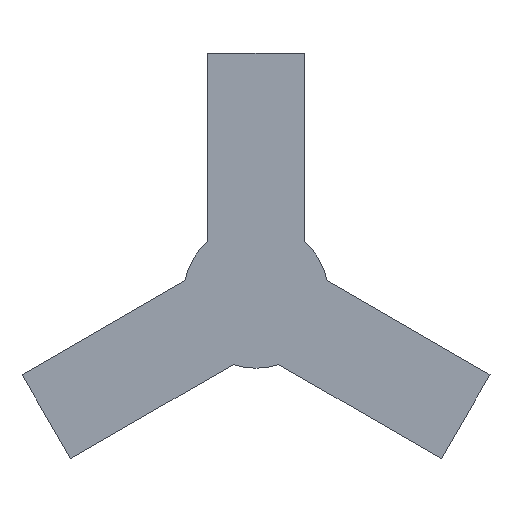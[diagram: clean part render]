
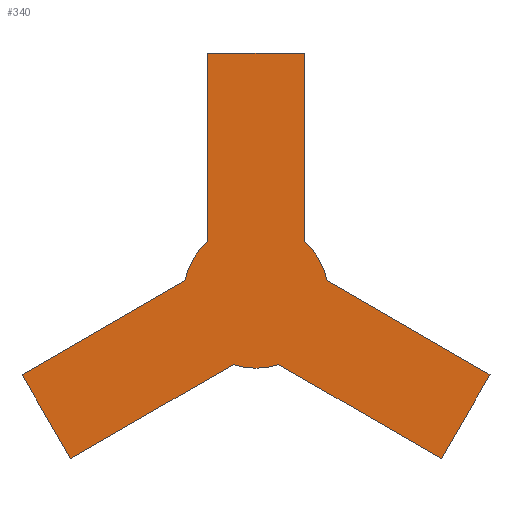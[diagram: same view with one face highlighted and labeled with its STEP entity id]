
A CAD part, front view. The second image highlights one B-rep face of the part: STEP entity #340.
In plain terms, the highlighted planar face has unit normal (0, -1, 0).
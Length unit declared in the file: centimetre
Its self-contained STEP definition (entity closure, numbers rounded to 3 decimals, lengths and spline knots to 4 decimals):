
#29=FACE_OUTER_BOUND('',#46,.T.);
#46=EDGE_LOOP('',(#254,#255,#256,#257,#258,#259,#260,#261,#262,#263,#264,
#265));
#62=LINE('',#523,#94);
#64=LINE('',#527,#96);
#66=LINE('',#531,#98);
#69=LINE('',#537,#101);
#71=LINE('',#541,#103);
#73=LINE('',#545,#105);
#76=LINE('',#551,#108);
#78=LINE('',#555,#110);
#80=LINE('',#559,#112);
#94=VECTOR('',#423,1.);
#96=VECTOR('',#427,1.);
#98=VECTOR('',#431,1.);
#101=VECTOR('',#436,1.);
#103=VECTOR('',#440,1.);
#105=VECTOR('',#444,1.);
#108=VECTOR('',#449,1.);
#110=VECTOR('',#453,1.);
#112=VECTOR('',#457,1.);
#120=CIRCLE('',#382,7.5);
#121=CIRCLE('',#383,7.5);
#122=CIRCLE('',#384,7.5);
#142=VERTEX_POINT('',#520);
#143=VERTEX_POINT('',#522);
#144=VERTEX_POINT('',#526);
#145=VERTEX_POINT('',#530);
#146=VERTEX_POINT('',#534);
#147=VERTEX_POINT('',#536);
#148=VERTEX_POINT('',#540);
#149=VERTEX_POINT('',#544);
#150=VERTEX_POINT('',#548);
#151=VERTEX_POINT('',#550);
#152=VERTEX_POINT('',#554);
#153=VERTEX_POINT('',#558);
#174=EDGE_CURVE('',#143,#142,#62,.T.);
#176=EDGE_CURVE('',#144,#143,#64,.T.);
#178=EDGE_CURVE('',#145,#144,#66,.T.);
#181=EDGE_CURVE('',#147,#146,#69,.T.);
#183=EDGE_CURVE('',#148,#147,#71,.T.);
#185=EDGE_CURVE('',#149,#148,#73,.T.);
#188=EDGE_CURVE('',#151,#150,#76,.T.);
#190=EDGE_CURVE('',#152,#151,#78,.T.);
#192=EDGE_CURVE('',#153,#152,#80,.T.);
#194=EDGE_CURVE('',#150,#149,#120,.T.);
#195=EDGE_CURVE('',#146,#145,#121,.T.);
#196=EDGE_CURVE('',#142,#153,#122,.T.);
#254=ORIENTED_EDGE('',*,*,#192,.T.);
#255=ORIENTED_EDGE('',*,*,#190,.T.);
#256=ORIENTED_EDGE('',*,*,#188,.T.);
#257=ORIENTED_EDGE('',*,*,#194,.T.);
#258=ORIENTED_EDGE('',*,*,#185,.T.);
#259=ORIENTED_EDGE('',*,*,#183,.T.);
#260=ORIENTED_EDGE('',*,*,#181,.T.);
#261=ORIENTED_EDGE('',*,*,#195,.T.);
#262=ORIENTED_EDGE('',*,*,#178,.T.);
#263=ORIENTED_EDGE('',*,*,#176,.T.);
#264=ORIENTED_EDGE('',*,*,#174,.T.);
#265=ORIENTED_EDGE('',*,*,#196,.T.);
#307=PLANE('',#381);
#340=ADVANCED_FACE('',(#29),#307,.T.);
#381=AXIS2_PLACEMENT_3D('',#561,#459,#460);
#382=AXIS2_PLACEMENT_3D('',#562,#461,#462);
#383=AXIS2_PLACEMENT_3D('',#563,#463,#464);
#384=AXIS2_PLACEMENT_3D('',#564,#465,#466);
#423=DIRECTION('',(0.,0.,-1.));
#427=DIRECTION('',(-1.,0.,0.));
#431=DIRECTION('',(0.,0.,1.));
#436=DIRECTION('',(-0.866,0.,0.5));
#440=DIRECTION('',(0.5,0.,0.866));
#444=DIRECTION('',(0.866,0.,-0.5));
#449=DIRECTION('',(0.866,0.,0.5));
#453=DIRECTION('',(0.5,0.,-0.866));
#457=DIRECTION('',(-0.866,0.,-0.5));
#459=DIRECTION('center_axis',(0.,-1.,0.));
#460=DIRECTION('ref_axis',(0.,0.,-1.));
#461=DIRECTION('center_axis',(0.,-1.,0.));
#462=DIRECTION('ref_axis',(1.,0.,0.));
#463=DIRECTION('center_axis',(0.,-1.,0.));
#464=DIRECTION('ref_axis',(1.,0.,0.));
#465=DIRECTION('center_axis',(0.,-1.,0.));
#466=DIRECTION('ref_axis',(1.,0.,0.));
#520=CARTESIAN_POINT('',(-5.,-20.,5.5902));
#522=CARTESIAN_POINT('',(-5.,-20.,25.));
#523=CARTESIAN_POINT('',(-5.,-20.,25.));
#526=CARTESIAN_POINT('',(5.,-20.,25.));
#527=CARTESIAN_POINT('',(5.,-20.,25.));
#530=CARTESIAN_POINT('',(5.,-20.,5.5902));
#531=CARTESIAN_POINT('',(5.,-20.,1.2603));
#534=CARTESIAN_POINT('',(7.3412,-20.,1.535));
#536=CARTESIAN_POINT('',(24.1506,-20.,-8.1699));
#537=CARTESIAN_POINT('',(24.1506,-20.,-8.1699));
#540=CARTESIAN_POINT('',(19.1506,-20.,-16.8301));
#541=CARTESIAN_POINT('',(19.1506,-20.,-16.8301));
#544=CARTESIAN_POINT('',(2.3412,-20.,-7.1252));
#545=CARTESIAN_POINT('',(-1.8045,-20.,-4.7317));
#548=CARTESIAN_POINT('',(-2.3412,-20.,-7.1252));
#550=CARTESIAN_POINT('',(-19.1506,-20.,-16.8301));
#551=CARTESIAN_POINT('',(-19.1506,-20.,-16.8301));
#554=CARTESIAN_POINT('',(-24.1506,-20.,-8.1699));
#555=CARTESIAN_POINT('',(-24.1506,-20.,-8.1699));
#558=CARTESIAN_POINT('',(-7.3412,-20.,1.535));
#559=CARTESIAN_POINT('',(-1.6915,-20.,4.7969));
#561=CARTESIAN_POINT('Origin',(0.,-20.,4.0849));
#562=CARTESIAN_POINT('Origin',(0.,-20.,0.));
#563=CARTESIAN_POINT('Origin',(0.,-20.,0.));
#564=CARTESIAN_POINT('Origin',(0.,-20.,0.));
